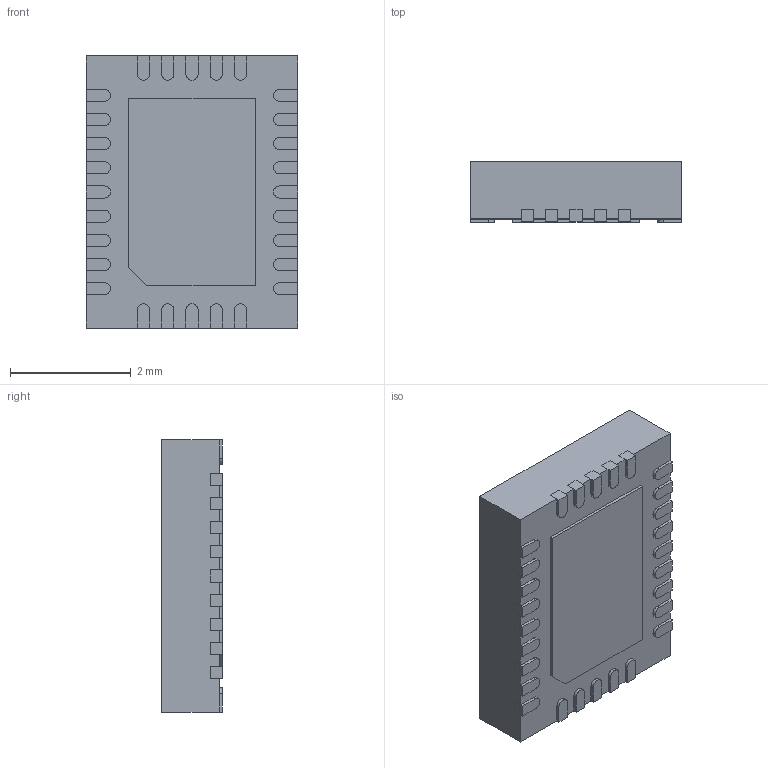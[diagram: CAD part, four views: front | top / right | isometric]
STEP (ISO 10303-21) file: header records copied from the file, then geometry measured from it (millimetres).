
FILE_DESCRIPTION (( 'STEP AP214' ), '1' );
FILE_NAME ('RVE28.STEP', '2024-01-21T18:54:19', ( '' ), ( '' ), 'SwSTEP 2.0', 'SolidWorks 2021', '' );
FILE_SCHEMA (( 'AUTOMOTIVE_DESIGN' ));
Length unit declared in the file: millimetre
Products named in the file (1): RVE28
Bounding box: 3.5 x 1 x 4.5 mm (x, y, z)
Volume: 15.4 mm3; surface area: 77.4 mm2
Topology: 31 solids, 31 shells, 316 faces, 756 edges, 504 vertices
Faces by surface type: plane 246, cylinder 70
Entity records: 9404 total; most frequent: CARTESIAN_POINT 1577, DIRECTION 1530, ORIENTED_EDGE 1512, EDGE_CURVE 756, LINE 616, VECTOR 616, VERTEX_POINT 504, AXIS2_PLACEMENT_3D 457
